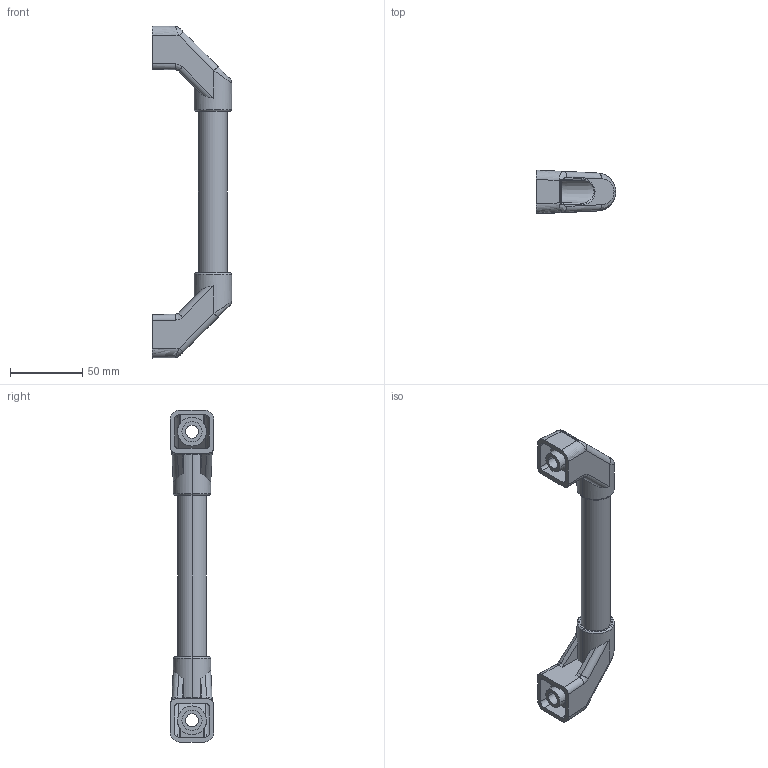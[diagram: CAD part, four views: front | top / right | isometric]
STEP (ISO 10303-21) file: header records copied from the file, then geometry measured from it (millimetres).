
FILE_DESCRIPTION (( 'STEP AP203' ), '1' );
FILE_NAME ('TK02.200.STEP', '2022-06-23T09:28:20', ( '' ), ( '' ), 'SwSTEP 2.0', 'SolidWorks 2021', '' );
FILE_SCHEMA (( 'CONFIG_CONTROL_DESIGN' ));
Length unit declared in the file: millimetre
Products named in the file (1): TK02.200
Bounding box: 55 x 30 x 230 mm (x, y, z)
Surface area: 29962.2 mm2 (no closed solid volume)
Topology: 0 solids, 3 shells, 142 faces, 406 edges, 262 vertices
Faces by surface type: plane 58, cylinder 46, bspline 28, torus 8, cone 2
Entity records: 5531 total; most frequent: CARTESIAN_POINT 2003, ORIENTED_EDGE 724, DIRECTION 678, EDGE_CURVE 406, VERTEX_POINT 262, AXIS2_PLACEMENT_3D 233, VECTOR 212, LINE 212
